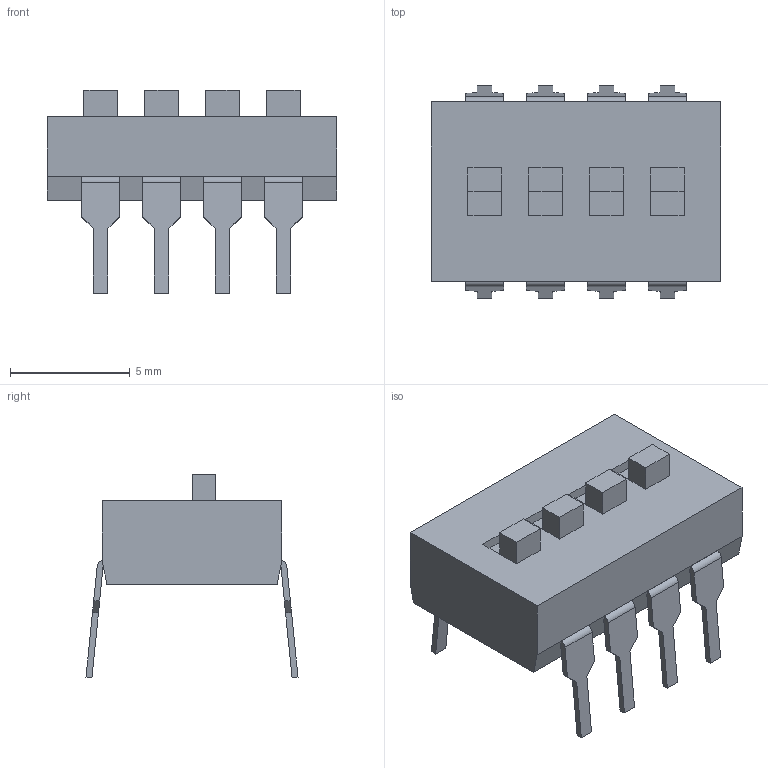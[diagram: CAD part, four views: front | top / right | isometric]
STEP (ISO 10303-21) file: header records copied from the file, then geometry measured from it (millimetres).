
FILE_DESCRIPTION(('FreeCAD Model'),'2;1');
FILE_NAME('TE_1825360-3.step', '2017-06-08T17:08:12',('kicad StepUp'),('ksu MCAD'), 'Open CASCADE STEP processor 6.8','FreeCAD','Unknown');
FILE_SCHEMA(('AUTOMOTIVE_DESIGN_CC2 { 1 2 10303 214 -1 1 5 4 }'));
Length unit declared in the file: millimetre
Products named in the file (1): TE_1825360-3
Bounding box: 12.09 x 8.85 x 8.5 mm (x, y, z)
Volume: 328.4 mm3; surface area: 436.9 mm2
Topology: 1 solids, 1 shells, 132 faces, 346 edges, 228 vertices
Faces by surface type: plane 116, cylinder 16
Entity records: 4936 total; most frequent: CARTESIAN_POINT 707, ORIENTED_EDGE 692, DIRECTION 644, EDGE_CURVE 346, LINE 314, VECTOR 314, VERTEX_POINT 228, AXIS2_PLACEMENT_3D 165
